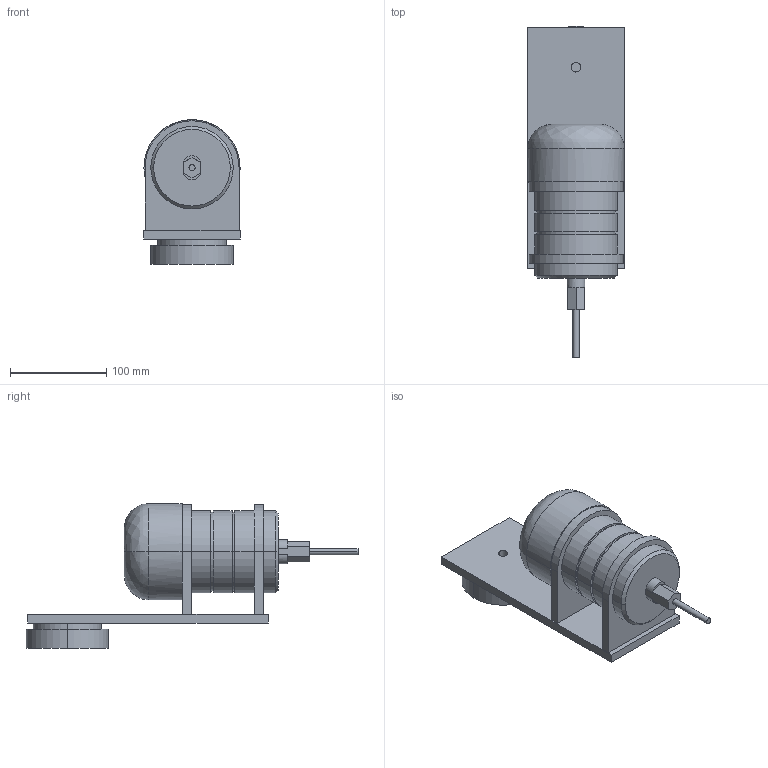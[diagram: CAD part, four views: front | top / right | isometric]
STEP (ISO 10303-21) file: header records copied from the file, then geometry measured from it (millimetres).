
FILE_DESCRIPTION (( 'STEP AP214' ), '1' );
FILE_NAME ('Ensamble_taladro.STEP', '2025-03-11T13:56:14', ( '' ), ( '' ), 'SwSTEP 2.0', 'SolidWorks 2024', '' );
FILE_SCHEMA (( 'AUTOMOTIVE_DESIGN' ));
Length unit declared in the file: millimetre
Products named in the file (3): Router; Ensamble_taladro; Comple_solid
Assembly tree (2 placements, depth 2):
  Ensamble_taladro
    Comple_solid
    Router
Bounding box: 100.03 x 345.32 x 150.5 mm (x, y, z)
Volume: 1470952.4 mm3; surface area: 149412.9 mm2
Topology: 2 solids, 2 shells, 68 faces, 152 edges, 98 vertices
Faces by surface type: plane 38, cylinder 26, bspline 2, cone 2
Entity records: 2274 total; most frequent: CARTESIAN_POINT 629, DIRECTION 346, ORIENTED_EDGE 304, EDGE_CURVE 152, AXIS2_PLACEMENT_3D 129, VERTEX_POINT 98, LINE 88, VECTOR 88
